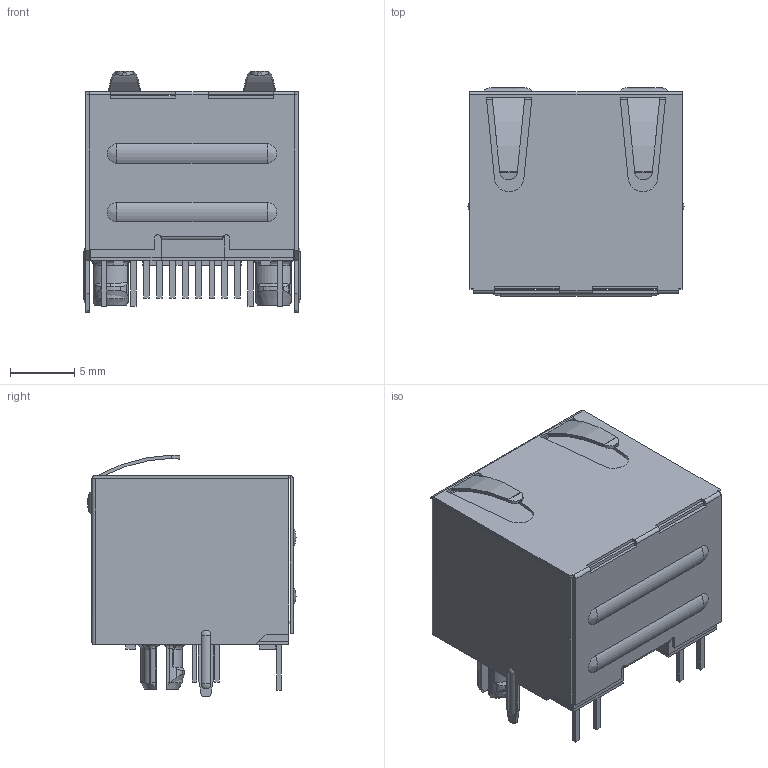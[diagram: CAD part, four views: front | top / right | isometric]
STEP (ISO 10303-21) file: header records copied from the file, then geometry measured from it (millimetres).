
FILE_DESCRIPTION((''),'2;1');
FILE_NAME('AMPHENOL_RJHSE-5381.stp','2013-01-28T15:07:25',(''),(''),'Mechanical Desktop 2011','Mechanical Desktop 2011',', , ');
FILE_SCHEMA(('AUTOMOTIVE_DESIGN { 1 2 10303 214 1 1 1 1 }'));
Length unit declared in the file: millimetre
Products named in the file (1): Product
Bounding box: 16.83 x 16.2 x 18.84 mm (x, y, z)
Volume: 2183.5 mm3; surface area: 4793.9 mm2
Topology: 52 solids, 53 shells, 832 faces, 2113 edges, 1402 vertices
Faces by surface type: plane 485, cylinder 168, bspline 159, cone 11, sphere 6, torus 3
Entity records: 26719 total; most frequent: CARTESIAN_POINT 6950, ORIENTED_EDGE 4226, DIRECTION 3729, EDGE_CURVE 2113, VECTOR 1605, LINE 1605, VERTEX_POINT 1402, AXIS2_PLACEMENT_3D 1062
